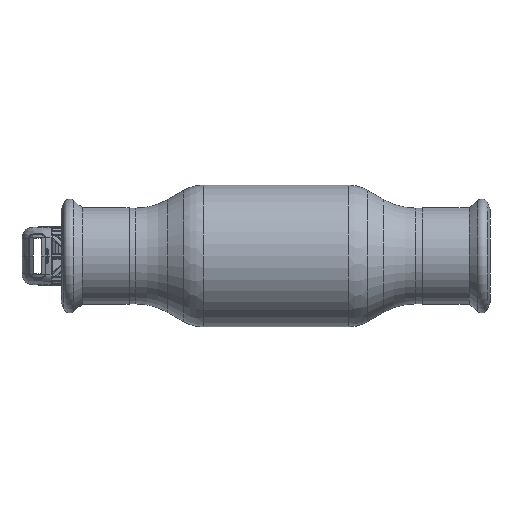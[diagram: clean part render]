
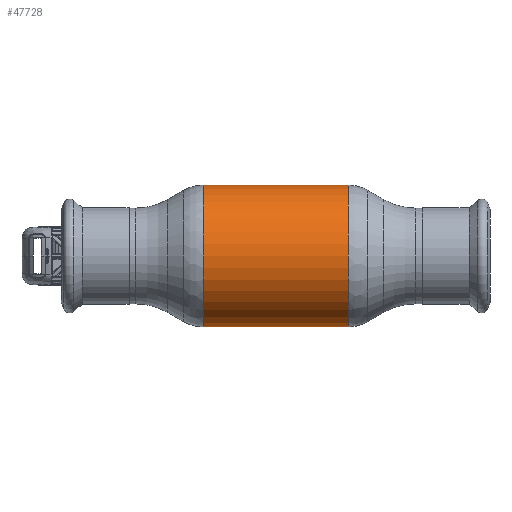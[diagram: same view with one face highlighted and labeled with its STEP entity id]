
A CAD part, front view. The second image highlights one B-rep face of the part: STEP entity #47728.
In plain terms, the highlighted cylindrical face has radius 33.34 mm (diameter 66.68 mm), a partial arc.
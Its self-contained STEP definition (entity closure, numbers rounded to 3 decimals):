
#1045 = EDGE_CURVE ( 'NONE', #29024, #13947, #59771, .T. ) ;
#4516 = DIRECTION ( 'NONE',  ( -1., 0., 0. ) ) ;
#4783 = AXIS2_PLACEMENT_3D ( 'NONE', #35561, #4516, #40756 ) ;
#5311 = CARTESIAN_POINT ( 'NONE',  ( -62.69, 0., 33.34 ) ) ;
#5974 = CARTESIAN_POINT ( 'NONE',  ( -62.69, 0., 0. ) ) ;
#6312 = LINE ( 'NONE', #5311, #49276 ) ;
#9925 = VERTEX_POINT ( 'NONE', #12959 ) ;
#10435 = EDGE_CURVE ( 'NONE', #13947, #9925, #6312, .T. ) ;
#10782 = DIRECTION ( 'NONE',  ( -1., 0., 0. ) ) ;
#10920 = LINE ( 'NONE', #64245, #48865 ) ;
#11219 = DIRECTION ( 'NONE',  ( -1., 0., 0. ) ) ;
#12103 = CARTESIAN_POINT ( 'NONE',  ( -34.177, 0., -33.34 ) ) ;
#12562 = FACE_OUTER_BOUND ( 'NONE', #34799, .T. ) ;
#12959 = CARTESIAN_POINT ( 'NONE',  ( -34.177, 0., 33.34 ) ) ;
#13947 = VERTEX_POINT ( 'NONE', #15069 ) ;
#15069 = CARTESIAN_POINT ( 'NONE',  ( 34.177, 0., 33.34 ) ) ;
#16706 = ORIENTED_EDGE ( 'NONE', *, *, #17935, .F. ) ;
#17935 = EDGE_CURVE ( 'NONE', #29024, #47762, #10920, .T. ) ;
#24642 = CYLINDRICAL_SURFACE ( 'NONE', #51876, 33.34 ) ;
#26300 = ORIENTED_EDGE ( 'NONE', *, *, #1045, .T. ) ;
#29024 = VERTEX_POINT ( 'NONE', #34319 ) ;
#30071 = EDGE_CURVE ( 'NONE', #47762, #9925, #44486, .T. ) ;
#34043 = ORIENTED_EDGE ( 'NONE', *, *, #30071, .F. ) ;
#34319 = CARTESIAN_POINT ( 'NONE',  ( 34.177, 0., -33.34 ) ) ;
#34799 = EDGE_LOOP ( 'NONE', ( #16706, #26300, #38414, #34043 ) ) ;
#35561 = CARTESIAN_POINT ( 'NONE',  ( -34.177, 0., 0. ) ) ;
#38414 = ORIENTED_EDGE ( 'NONE', *, *, #10435, .T. ) ;
#40756 = DIRECTION ( 'NONE',  ( 0., 0., 1. ) ) ;
#44486 = CIRCLE ( 'NONE', #4783, 33.34 ) ;
#47728 = ADVANCED_FACE ( 'NONE', ( #12562 ), #24642, .T. ) ;
#47762 = VERTEX_POINT ( 'NONE', #12103 ) ;
#48604 = DIRECTION ( 'NONE',  ( -1., 0., 0. ) ) ;
#48865 = VECTOR ( 'NONE', #48604, 1000. ) ;
#49276 = VECTOR ( 'NONE', #10782, 1000. ) ;
#50006 = DIRECTION ( 'NONE',  ( -1., 0., 0. ) ) ;
#51876 = AXIS2_PLACEMENT_3D ( 'NONE', #5974, #11219, #63014 ) ;
#59709 = CARTESIAN_POINT ( 'NONE',  ( 34.177, 0., 0. ) ) ;
#59771 = CIRCLE ( 'NONE', #62069, 33.34 ) ;
#60170 = DIRECTION ( 'NONE',  ( 0., 0., 1. ) ) ;
#62069 = AXIS2_PLACEMENT_3D ( 'NONE', #59709, #50006, #60170 ) ;
#63014 = DIRECTION ( 'NONE',  ( 0., 0., 1. ) ) ;
#64245 = CARTESIAN_POINT ( 'NONE',  ( -62.69, 0., -33.34 ) ) ;
